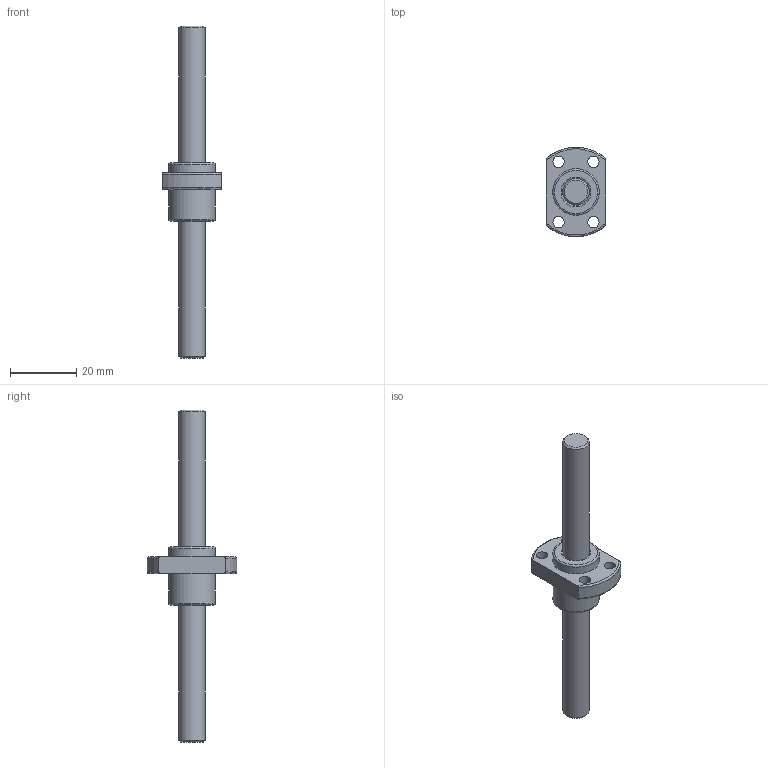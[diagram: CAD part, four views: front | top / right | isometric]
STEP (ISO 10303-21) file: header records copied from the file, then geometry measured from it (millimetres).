
FILE_DESCRIPTION(/* description */ ('STEP AP214'),/* implementation_level */ '2;1');
FILE_NAME(/* name */ 'SFAR0802-3.8(100N1N100-1)',/* time_stamp */ '2025-09-03T14:37:30+02:00',/* author */ ('License CC BY-ND 4.0'),/* organization */ ('CADENAS'),/* preprocessor_version */ 'ST-DEVELOPER v19.3',/* originating_system */ 'PARTsolutions',/* authorisation */ ' ');
FILE_SCHEMA (('AUTOMOTIVE_DESIGN {1 0 10303 214 3 1 1}'));
Length unit declared in the file: millimetre
Products named in the file (1): SFAR0802-3.8(100N1N100-1)
Bounding box: 18 x 26.91 x 100 mm (x, y, z)
Volume: 8107.4 mm3; surface area: 4044.5 mm2
Topology: 1 solids, 1 shells, 28 faces, 60 edges, 38 vertices
Faces by surface type: cylinder 10, plane 8, torus 8, cone 2
Full cylindrical faces by diameter (mm): 3.4 x4, 8 x2, 14 x2
Entity records: 758 total; most frequent: CARTESIAN_POINT 145, DIRECTION 126, ORIENTED_EDGE 92, AXIS2_PLACEMENT_3D 59, EDGE_LOOP 54, FACE_BOUND 54, EDGE_CURVE 46, VERTEX_POINT 38
